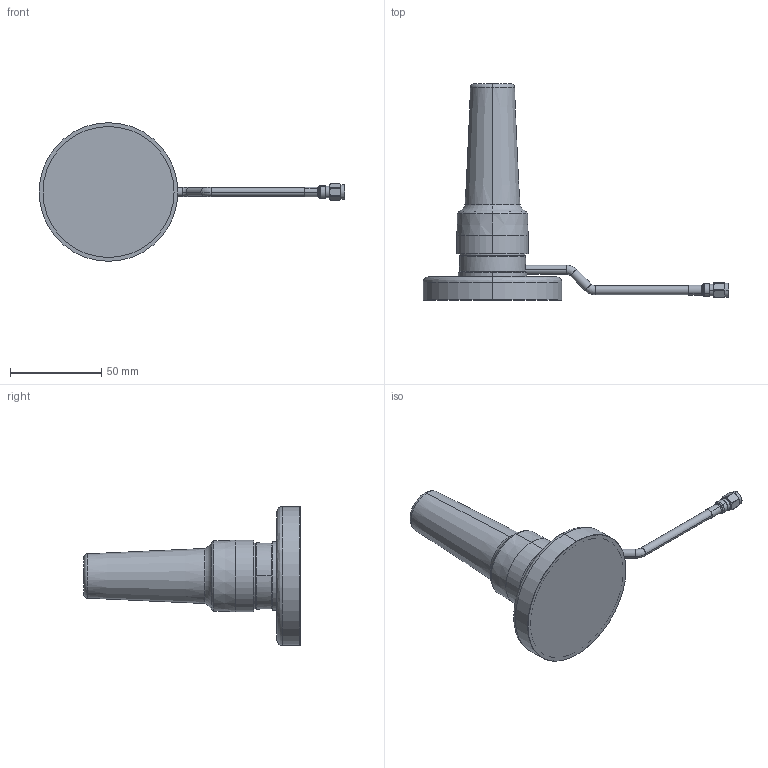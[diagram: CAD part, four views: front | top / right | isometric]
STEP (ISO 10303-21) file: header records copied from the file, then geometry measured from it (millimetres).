
FILE_DESCRIPTION (( 'STEP AP214' ), '1' );
FILE_NAME ('FMANMOB1003-SM_3D.step', '2023-03-15T17:23:38', ( '' ), ( '' ), 'SwSTEP 2.0', 'SolidWorks 2022', '' );
FILE_SCHEMA (( 'AUTOMOTIVE_DESIGN' ));
Length unit declared in the file: inch
Products named in the file (6): Copy of NMO Base w Cable^FMMA1-SMA10; 1081 230124; Copy of HeatShrink-195_230124^FMMA1-SMA10; FMMA1-SMA10; Copy of SMA M 230124^FMMA1-SMA10; FMANMOB1003-SM_3D
Assembly tree (5 placements, depth 3):
  FMANMOB1003-SM_3D
    FMMA1-SMA10
      Copy of NMO Base w Cable^FMMA1-SMA10
      Copy of HeatShrink-195_230124^FMMA1-SMA10
      Copy of SMA M 230124^FMMA1-SMA10
    1081 230124
Bounding box: 167.53 x 118.45 x 76 mm (x, y, z)
Volume: 129661.9 mm3; surface area: 54282.8 mm2
Topology: 10 solids, 10 shells, 259 faces, 603 edges, 377 vertices
Faces by surface type: cylinder 117, plane 67, cone 43, torus 20, bspline 12
Entity records: 12166 total; most frequent: CARTESIAN_POINT 4216, DIRECTION 1302, ORIENTED_EDGE 1198, EDGE_CURVE 599, AXIS2_PLACEMENT_3D 552, VERTEX_POINT 377, CIRCLE 296, EDGE_LOOP 294
